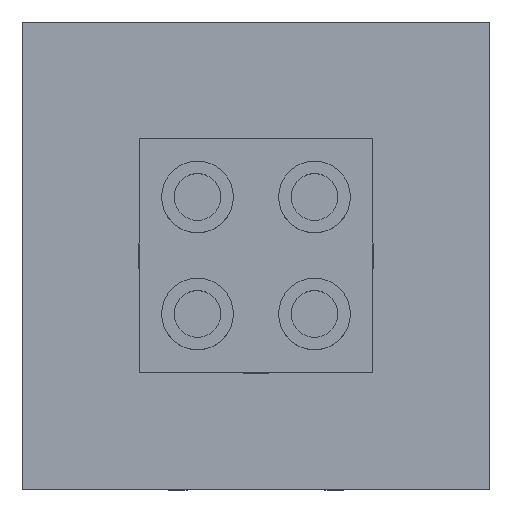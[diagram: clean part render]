
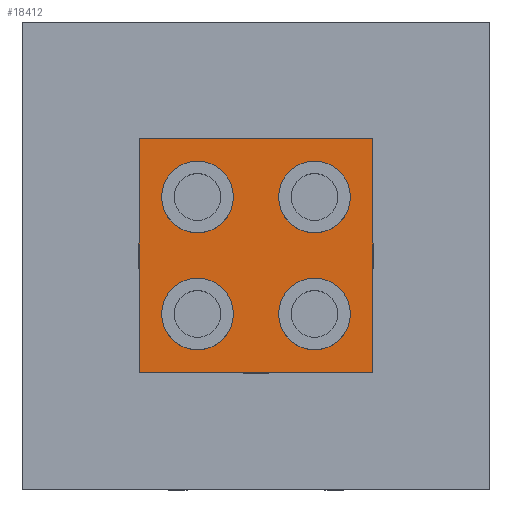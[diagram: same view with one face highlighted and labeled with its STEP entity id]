
A CAD part, top view. The second image highlights one B-rep face of the part: STEP entity #18412.
In plain terms, the highlighted planar face has unit normal (0, 0, 1).
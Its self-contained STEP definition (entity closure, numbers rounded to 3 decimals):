
#17086 = PLANE('',#17087);
#17087 = AXIS2_PLACEMENT_3D('',#17088,#17089,#17090);
#17088 = CARTESIAN_POINT('',(-8.,-8.,17.6));
#17089 = DIRECTION('',(0.,1.,0.));
#17090 = DIRECTION('',(0.,0.,1.));
#17560 = PLANE('',#17561);
#17561 = AXIS2_PLACEMENT_3D('',#17562,#17563,#17564);
#17562 = CARTESIAN_POINT('',(8.,-8.,17.6));
#17563 = DIRECTION('',(1.,0.,0.));
#17564 = DIRECTION('',(0.,0.,1.));
#17737 = PLANE('',#17738);
#17738 = AXIS2_PLACEMENT_3D('',#17739,#17740,#17741);
#17739 = CARTESIAN_POINT('',(-8.,8.,17.6));
#17740 = DIRECTION('',(0.,1.,0.));
#17741 = DIRECTION('',(0.,0.,1.));
#17967 = PLANE('',#17968);
#17968 = AXIS2_PLACEMENT_3D('',#17969,#17970,#17971);
#17969 = CARTESIAN_POINT('',(-8.,-8.,17.6));
#17970 = DIRECTION('',(1.,0.,0.));
#17971 = DIRECTION('',(0.,0.,1.));
#18109 = VERTEX_POINT('',#18110);
#18110 = CARTESIAN_POINT('',(-8.,-8.,19.2));
#18131 = EDGE_CURVE('',#18109,#18132,#18134,.T.);
#18132 = VERTEX_POINT('',#18133);
#18133 = CARTESIAN_POINT('',(8.,-8.,19.2));
#18134 = SURFACE_CURVE('',#18135,(#18139,#18146),.PCURVE_S1.);
#18135 = LINE('',#18136,#18137);
#18136 = CARTESIAN_POINT('',(-8.,-8.,19.2));
#18137 = VECTOR('',#18138,1.);
#18138 = DIRECTION('',(1.,0.,0.));
#18139 = PCURVE('',#17086,#18140);
#18140 = DEFINITIONAL_REPRESENTATION('',(#18141),#18145);
#18141 = LINE('',#18142,#18143);
#18142 = CARTESIAN_POINT('',(1.6,0.));
#18143 = VECTOR('',#18144,1.);
#18144 = DIRECTION('',(0.,1.));
#18145 = ( GEOMETRIC_REPRESENTATION_CONTEXT(2) 
PARAMETRIC_REPRESENTATION_CONTEXT() REPRESENTATION_CONTEXT('2D SPACE',''
  ) );
#18146 = PCURVE('',#18147,#18152);
#18147 = PLANE('',#18148);
#18148 = AXIS2_PLACEMENT_3D('',#18149,#18150,#18151);
#18149 = CARTESIAN_POINT('',(-8.,-8.,19.2));
#18150 = DIRECTION('',(0.,0.,1.));
#18151 = DIRECTION('',(1.,0.,0.));
#18152 = DEFINITIONAL_REPRESENTATION('',(#18153),#18157);
#18153 = LINE('',#18154,#18155);
#18154 = CARTESIAN_POINT('',(0.,0.));
#18155 = VECTOR('',#18156,1.);
#18156 = DIRECTION('',(1.,0.));
#18157 = ( GEOMETRIC_REPRESENTATION_CONTEXT(2) 
PARAMETRIC_REPRESENTATION_CONTEXT() REPRESENTATION_CONTEXT('2D SPACE',''
  ) );
#18259 = VERTEX_POINT('',#18260);
#18260 = CARTESIAN_POINT('',(8.,8.,19.2));
#18281 = EDGE_CURVE('',#18132,#18259,#18282,.T.);
#18282 = SURFACE_CURVE('',#18283,(#18287,#18294),.PCURVE_S1.);
#18283 = LINE('',#18284,#18285);
#18284 = CARTESIAN_POINT('',(8.,-8.,19.2));
#18285 = VECTOR('',#18286,1.);
#18286 = DIRECTION('',(0.,1.,0.));
#18287 = PCURVE('',#17560,#18288);
#18288 = DEFINITIONAL_REPRESENTATION('',(#18289),#18293);
#18289 = LINE('',#18290,#18291);
#18290 = CARTESIAN_POINT('',(1.6,0.));
#18291 = VECTOR('',#18292,1.);
#18292 = DIRECTION('',(0.,-1.));
#18293 = ( GEOMETRIC_REPRESENTATION_CONTEXT(2) 
PARAMETRIC_REPRESENTATION_CONTEXT() REPRESENTATION_CONTEXT('2D SPACE',''
  ) );
#18294 = PCURVE('',#18147,#18295);
#18295 = DEFINITIONAL_REPRESENTATION('',(#18296),#18300);
#18296 = LINE('',#18297,#18298);
#18297 = CARTESIAN_POINT('',(16.,0.));
#18298 = VECTOR('',#18299,1.);
#18299 = DIRECTION('',(0.,1.));
#18300 = ( GEOMETRIC_REPRESENTATION_CONTEXT(2) 
PARAMETRIC_REPRESENTATION_CONTEXT() REPRESENTATION_CONTEXT('2D SPACE',''
  ) );
#18313 = VERTEX_POINT('',#18314);
#18314 = CARTESIAN_POINT('',(-8.,8.,19.2));
#18335 = EDGE_CURVE('',#18313,#18259,#18336,.T.);
#18336 = SURFACE_CURVE('',#18337,(#18341,#18348),.PCURVE_S1.);
#18337 = LINE('',#18338,#18339);
#18338 = CARTESIAN_POINT('',(-8.,8.,19.2));
#18339 = VECTOR('',#18340,1.);
#18340 = DIRECTION('',(1.,0.,0.));
#18341 = PCURVE('',#17737,#18342);
#18342 = DEFINITIONAL_REPRESENTATION('',(#18343),#18347);
#18343 = LINE('',#18344,#18345);
#18344 = CARTESIAN_POINT('',(1.6,0.));
#18345 = VECTOR('',#18346,1.);
#18346 = DIRECTION('',(0.,1.));
#18347 = ( GEOMETRIC_REPRESENTATION_CONTEXT(2) 
PARAMETRIC_REPRESENTATION_CONTEXT() REPRESENTATION_CONTEXT('2D SPACE',''
  ) );
#18348 = PCURVE('',#18147,#18349);
#18349 = DEFINITIONAL_REPRESENTATION('',(#18350),#18354);
#18350 = LINE('',#18351,#18352);
#18351 = CARTESIAN_POINT('',(0.,16.));
#18352 = VECTOR('',#18353,1.);
#18353 = DIRECTION('',(1.,0.));
#18354 = ( GEOMETRIC_REPRESENTATION_CONTEXT(2) 
PARAMETRIC_REPRESENTATION_CONTEXT() REPRESENTATION_CONTEXT('2D SPACE',''
  ) );
#18392 = EDGE_CURVE('',#18109,#18313,#18393,.T.);
#18393 = SURFACE_CURVE('',#18394,(#18398,#18405),.PCURVE_S1.);
#18394 = LINE('',#18395,#18396);
#18395 = CARTESIAN_POINT('',(-8.,-8.,19.2));
#18396 = VECTOR('',#18397,1.);
#18397 = DIRECTION('',(0.,1.,0.));
#18398 = PCURVE('',#17967,#18399);
#18399 = DEFINITIONAL_REPRESENTATION('',(#18400),#18404);
#18400 = LINE('',#18401,#18402);
#18401 = CARTESIAN_POINT('',(1.6,0.));
#18402 = VECTOR('',#18403,1.);
#18403 = DIRECTION('',(0.,-1.));
#18404 = ( GEOMETRIC_REPRESENTATION_CONTEXT(2) 
PARAMETRIC_REPRESENTATION_CONTEXT() REPRESENTATION_CONTEXT('2D SPACE',''
  ) );
#18405 = PCURVE('',#18147,#18406);
#18406 = DEFINITIONAL_REPRESENTATION('',(#18407),#18411);
#18407 = LINE('',#18408,#18409);
#18408 = CARTESIAN_POINT('',(0.,0.));
#18409 = VECTOR('',#18410,1.);
#18410 = DIRECTION('',(0.,1.));
#18411 = ( GEOMETRIC_REPRESENTATION_CONTEXT(2) 
PARAMETRIC_REPRESENTATION_CONTEXT() REPRESENTATION_CONTEXT('2D SPACE',''
  ) );
#18412 = ADVANCED_FACE('',(#18413,#18419,#18450,#18481,#18512),#18147,
  .T.);
#18413 = FACE_BOUND('',#18414,.T.);
#18414 = EDGE_LOOP('',(#18415,#18416,#18417,#18418));
#18415 = ORIENTED_EDGE('',*,*,#18392,.F.);
#18416 = ORIENTED_EDGE('',*,*,#18131,.T.);
#18417 = ORIENTED_EDGE('',*,*,#18281,.T.);
#18418 = ORIENTED_EDGE('',*,*,#18335,.F.);
#18419 = FACE_BOUND('',#18420,.T.);
#18420 = EDGE_LOOP('',(#18421));
#18421 = ORIENTED_EDGE('',*,*,#18422,.F.);
#18422 = EDGE_CURVE('',#18423,#18423,#18425,.T.);
#18423 = VERTEX_POINT('',#18424);
#18424 = CARTESIAN_POINT('',(-1.55,-4.,19.2));
#18425 = SURFACE_CURVE('',#18426,(#18431,#18438),.PCURVE_S1.);
#18426 = CIRCLE('',#18427,2.45);
#18427 = AXIS2_PLACEMENT_3D('',#18428,#18429,#18430);
#18428 = CARTESIAN_POINT('',(-4.,-4.,19.2));
#18429 = DIRECTION('',(0.,0.,1.));
#18430 = DIRECTION('',(1.,0.,0.));
#18431 = PCURVE('',#18147,#18432);
#18432 = DEFINITIONAL_REPRESENTATION('',(#18433),#18437);
#18433 = CIRCLE('',#18434,2.45);
#18434 = AXIS2_PLACEMENT_2D('',#18435,#18436);
#18435 = CARTESIAN_POINT('',(4.,4.));
#18436 = DIRECTION('',(1.,0.));
#18437 = ( GEOMETRIC_REPRESENTATION_CONTEXT(2) 
PARAMETRIC_REPRESENTATION_CONTEXT() REPRESENTATION_CONTEXT('2D SPACE',''
  ) );
#18438 = PCURVE('',#18439,#18444);
#18439 = CYLINDRICAL_SURFACE('',#18440,2.45);
#18440 = AXIS2_PLACEMENT_3D('',#18441,#18442,#18443);
#18441 = CARTESIAN_POINT('',(-4.,-4.,19.2));
#18442 = DIRECTION('',(0.,0.,1.));
#18443 = DIRECTION('',(1.,0.,0.));
#18444 = DEFINITIONAL_REPRESENTATION('',(#18445),#18449);
#18445 = LINE('',#18446,#18447);
#18446 = CARTESIAN_POINT('',(0.,0.));
#18447 = VECTOR('',#18448,1.);
#18448 = DIRECTION('',(1.,0.));
#18449 = ( GEOMETRIC_REPRESENTATION_CONTEXT(2) 
PARAMETRIC_REPRESENTATION_CONTEXT() REPRESENTATION_CONTEXT('2D SPACE',''
  ) );
#18450 = FACE_BOUND('',#18451,.T.);
#18451 = EDGE_LOOP('',(#18452));
#18452 = ORIENTED_EDGE('',*,*,#18453,.F.);
#18453 = EDGE_CURVE('',#18454,#18454,#18456,.T.);
#18454 = VERTEX_POINT('',#18455);
#18455 = CARTESIAN_POINT('',(6.45,-4.,19.2));
#18456 = SURFACE_CURVE('',#18457,(#18462,#18469),.PCURVE_S1.);
#18457 = CIRCLE('',#18458,2.45);
#18458 = AXIS2_PLACEMENT_3D('',#18459,#18460,#18461);
#18459 = CARTESIAN_POINT('',(4.,-4.,19.2));
#18460 = DIRECTION('',(0.,0.,1.));
#18461 = DIRECTION('',(1.,0.,0.));
#18462 = PCURVE('',#18147,#18463);
#18463 = DEFINITIONAL_REPRESENTATION('',(#18464),#18468);
#18464 = CIRCLE('',#18465,2.45);
#18465 = AXIS2_PLACEMENT_2D('',#18466,#18467);
#18466 = CARTESIAN_POINT('',(12.,4.));
#18467 = DIRECTION('',(1.,0.));
#18468 = ( GEOMETRIC_REPRESENTATION_CONTEXT(2) 
PARAMETRIC_REPRESENTATION_CONTEXT() REPRESENTATION_CONTEXT('2D SPACE',''
  ) );
#18469 = PCURVE('',#18470,#18475);
#18470 = CYLINDRICAL_SURFACE('',#18471,2.45);
#18471 = AXIS2_PLACEMENT_3D('',#18472,#18473,#18474);
#18472 = CARTESIAN_POINT('',(4.,-4.,19.2));
#18473 = DIRECTION('',(0.,0.,1.));
#18474 = DIRECTION('',(1.,0.,0.));
#18475 = DEFINITIONAL_REPRESENTATION('',(#18476),#18480);
#18476 = LINE('',#18477,#18478);
#18477 = CARTESIAN_POINT('',(0.,0.));
#18478 = VECTOR('',#18479,1.);
#18479 = DIRECTION('',(1.,0.));
#18480 = ( GEOMETRIC_REPRESENTATION_CONTEXT(2) 
PARAMETRIC_REPRESENTATION_CONTEXT() REPRESENTATION_CONTEXT('2D SPACE',''
  ) );
#18481 = FACE_BOUND('',#18482,.T.);
#18482 = EDGE_LOOP('',(#18483));
#18483 = ORIENTED_EDGE('',*,*,#18484,.F.);
#18484 = EDGE_CURVE('',#18485,#18485,#18487,.T.);
#18485 = VERTEX_POINT('',#18486);
#18486 = CARTESIAN_POINT('',(-1.55,4.,19.2));
#18487 = SURFACE_CURVE('',#18488,(#18493,#18500),.PCURVE_S1.);
#18488 = CIRCLE('',#18489,2.45);
#18489 = AXIS2_PLACEMENT_3D('',#18490,#18491,#18492);
#18490 = CARTESIAN_POINT('',(-4.,4.,19.2));
#18491 = DIRECTION('',(0.,0.,1.));
#18492 = DIRECTION('',(1.,0.,0.));
#18493 = PCURVE('',#18147,#18494);
#18494 = DEFINITIONAL_REPRESENTATION('',(#18495),#18499);
#18495 = CIRCLE('',#18496,2.45);
#18496 = AXIS2_PLACEMENT_2D('',#18497,#18498);
#18497 = CARTESIAN_POINT('',(4.,12.));
#18498 = DIRECTION('',(1.,0.));
#18499 = ( GEOMETRIC_REPRESENTATION_CONTEXT(2) 
PARAMETRIC_REPRESENTATION_CONTEXT() REPRESENTATION_CONTEXT('2D SPACE',''
  ) );
#18500 = PCURVE('',#18501,#18506);
#18501 = CYLINDRICAL_SURFACE('',#18502,2.45);
#18502 = AXIS2_PLACEMENT_3D('',#18503,#18504,#18505);
#18503 = CARTESIAN_POINT('',(-4.,4.,19.2));
#18504 = DIRECTION('',(0.,0.,1.));
#18505 = DIRECTION('',(1.,0.,0.));
#18506 = DEFINITIONAL_REPRESENTATION('',(#18507),#18511);
#18507 = LINE('',#18508,#18509);
#18508 = CARTESIAN_POINT('',(0.,0.));
#18509 = VECTOR('',#18510,1.);
#18510 = DIRECTION('',(1.,0.));
#18511 = ( GEOMETRIC_REPRESENTATION_CONTEXT(2) 
PARAMETRIC_REPRESENTATION_CONTEXT() REPRESENTATION_CONTEXT('2D SPACE',''
  ) );
#18512 = FACE_BOUND('',#18513,.T.);
#18513 = EDGE_LOOP('',(#18514));
#18514 = ORIENTED_EDGE('',*,*,#18515,.F.);
#18515 = EDGE_CURVE('',#18516,#18516,#18518,.T.);
#18516 = VERTEX_POINT('',#18517);
#18517 = CARTESIAN_POINT('',(6.45,4.,19.2));
#18518 = SURFACE_CURVE('',#18519,(#18524,#18531),.PCURVE_S1.);
#18519 = CIRCLE('',#18520,2.45);
#18520 = AXIS2_PLACEMENT_3D('',#18521,#18522,#18523);
#18521 = CARTESIAN_POINT('',(4.,4.,19.2));
#18522 = DIRECTION('',(0.,0.,1.));
#18523 = DIRECTION('',(1.,0.,0.));
#18524 = PCURVE('',#18147,#18525);
#18525 = DEFINITIONAL_REPRESENTATION('',(#18526),#18530);
#18526 = CIRCLE('',#18527,2.45);
#18527 = AXIS2_PLACEMENT_2D('',#18528,#18529);
#18528 = CARTESIAN_POINT('',(12.,12.));
#18529 = DIRECTION('',(1.,0.));
#18530 = ( GEOMETRIC_REPRESENTATION_CONTEXT(2) 
PARAMETRIC_REPRESENTATION_CONTEXT() REPRESENTATION_CONTEXT('2D SPACE',''
  ) );
#18531 = PCURVE('',#18532,#18537);
#18532 = CYLINDRICAL_SURFACE('',#18533,2.45);
#18533 = AXIS2_PLACEMENT_3D('',#18534,#18535,#18536);
#18534 = CARTESIAN_POINT('',(4.,4.,19.2));
#18535 = DIRECTION('',(0.,0.,1.));
#18536 = DIRECTION('',(1.,0.,0.));
#18537 = DEFINITIONAL_REPRESENTATION('',(#18538),#18542);
#18538 = LINE('',#18539,#18540);
#18539 = CARTESIAN_POINT('',(0.,0.));
#18540 = VECTOR('',#18541,1.);
#18541 = DIRECTION('',(1.,0.));
#18542 = ( GEOMETRIC_REPRESENTATION_CONTEXT(2) 
PARAMETRIC_REPRESENTATION_CONTEXT() REPRESENTATION_CONTEXT('2D SPACE',''
  ) );
